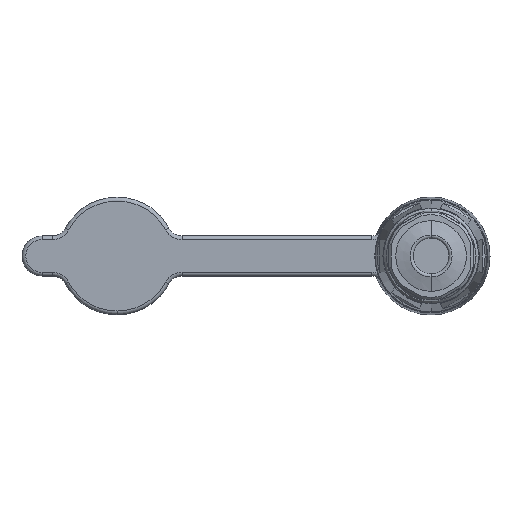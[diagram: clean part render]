
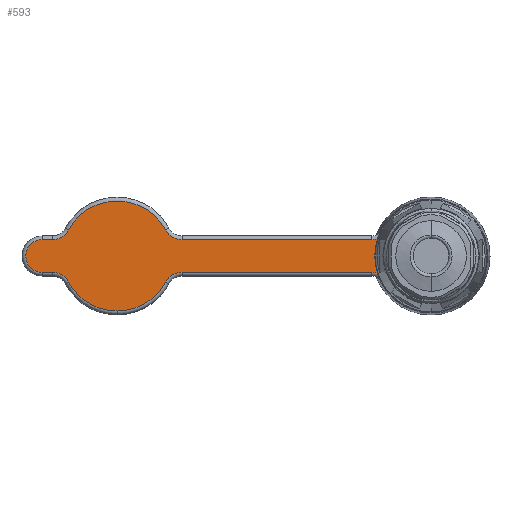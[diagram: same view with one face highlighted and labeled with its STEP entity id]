
A CAD part, left-side view. The second image highlights one B-rep face of the part: STEP entity #593.
In plain terms, the highlighted face is planar.
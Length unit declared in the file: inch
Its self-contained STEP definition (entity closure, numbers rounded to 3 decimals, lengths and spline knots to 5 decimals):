
#11 = VERTEX_POINT ( 'NONE', #1145 ) ;
#30 = ORIENTED_EDGE ( 'NONE', *, *, #1233, .T. ) ;
#34 = CARTESIAN_POINT ( 'NONE',  ( 5.96324, -0.06398, -0.55118 ) ) ;
#71 = CARTESIAN_POINT ( 'NONE',  ( 0.93021, -0.06398, -0.47244 ) ) ;
#79 = VERTEX_POINT ( 'NONE', #2448 ) ;
#91 = AXIS2_PLACEMENT_3D ( 'NONE', #3407, #837, #3843 ) ;
#129 = AXIS2_PLACEMENT_3D ( 'NONE', #71, #3060, #506 ) ;
#144 = AXIS2_PLACEMENT_3D ( 'NONE', #3497, #939, #3943 ) ;
#175 = DIRECTION ( 'NONE',  ( 0., 0., 1. ) ) ;
#182 = ORIENTED_EDGE ( 'NONE', *, *, #2205, .T. ) ;
#225 = DIRECTION ( 'NONE',  ( 0., -1., 0. ) ) ;
#353 = CARTESIAN_POINT ( 'NONE',  ( 3.91865, -0.06398, -0.25591 ) ) ;
#453 = CARTESIAN_POINT ( 'NONE',  ( 0.84219, -0.06398, -0.2746 ) ) ;
#473 = DIRECTION ( 'NONE',  ( 0., 0., 1. ) ) ;
#506 = DIRECTION ( 'NONE',  ( 0., 0., 1. ) ) ;
#517 = CARTESIAN_POINT ( 'NONE',  ( 4.17855, -0.06398, 0.41105 ) ) ;
#572 = DIRECTION ( 'NONE',  ( 0., -1., 0. ) ) ;
#573 = ORIENTED_EDGE ( 'NONE', *, *, #2019, .T. ) ;
#588 = CIRCLE ( 'NONE', #144, 0.29528 ) ;
#593 = ADVANCED_FACE ( 'NONE', ( #1209 ), #3693, .F. ) ;
#651 = VERTEX_POINT ( 'NONE', #5211 ) ;
#666 = VERTEX_POINT ( 'NONE', #453 ) ;
#675 = EDGE_CURVE ( 'NONE', #79, #651, #1084, .T. ) ;
#710 = EDGE_CURVE ( 'NONE', #666, #1563, #1550, .T. ) ;
#837 = DIRECTION ( 'NONE',  ( 0., -1., 0. ) ) ;
#939 = DIRECTION ( 'NONE',  ( 0., 1., 0. ) ) ;
#946 = AXIS2_PLACEMENT_3D ( 'NONE', #2773, #225, #3218 ) ;
#968 = AXIS2_PLACEMENT_3D ( 'NONE', #1826, #4863, #2244 ) ;
#984 = CARTESIAN_POINT ( 'NONE',  ( 3.91865, -0.06398, 0.25591 ) ) ;
#991 = CARTESIAN_POINT ( 'NONE',  ( 4.17855, -0.06398, -0.41105 ) ) ;
#1084 = CIRCLE ( 'NONE', #3097, 0.29528 ) ;
#1098 = ORIENTED_EDGE ( 'NONE', *, *, #4393, .T. ) ;
#1122 = DIRECTION ( 'NONE',  ( 0., 1., 0. ) ) ;
#1133 = CIRCLE ( 'NONE', #2629, 0.21654 ) ;
#1145 = CARTESIAN_POINT ( 'NONE',  ( 4.94094, -0.06398, 0.86614 ) ) ;
#1150 = VERTEX_POINT ( 'NONE', #3315 ) ;
#1209 = FACE_OUTER_BOUND ( 'NONE', #5028, .T. ) ;
#1233 = EDGE_CURVE ( 'NONE', #11, #3339, #2796, .T. ) ;
#1245 = CARTESIAN_POINT ( 'NONE',  ( 0., -0.06398, 0.25591 ) ) ;
#1281 = AXIS2_PLACEMENT_3D ( 'NONE', #5359, #2732, #175 ) ;
#1290 = VERTEX_POINT ( 'NONE', #3513 ) ;
#1550 = CIRCLE ( 'NONE', #129, 0.21654 ) ;
#1563 = VERTEX_POINT ( 'NONE', #2119 ) ;
#1595 = CARTESIAN_POINT ( 'NONE',  ( 0., -0.06398, 0. ) ) ;
#1607 = CIRCLE ( 'NONE', #968, 0.29528 ) ;
#1635 = ORIENTED_EDGE ( 'NONE', *, *, #3322, .T. ) ;
#1639 = DIRECTION ( 'NONE',  ( -1., 0., 0. ) ) ;
#1663 = CIRCLE ( 'NONE', #4118, 0.88583 ) ;
#1682 = DIRECTION ( 'NONE',  ( -1., 0., 0. ) ) ;
#1762 = ORIENTED_EDGE ( 'NONE', *, *, #4155, .T. ) ;
#1826 = CARTESIAN_POINT ( 'NONE',  ( 3.91865, -0.06398, 0.55118 ) ) ;
#1956 = AXIS2_PLACEMENT_3D ( 'NONE', #3670, #1122, #4135 ) ;
#1991 = VECTOR ( 'NONE', #4823, 39.37008 ) ;
#2011 = DIRECTION ( 'NONE',  ( 0., 0., 1. ) ) ;
#2019 = EDGE_CURVE ( 'NONE', #1290, #5273, #1133, .T. ) ;
#2093 = DIRECTION ( 'NONE',  ( 0., 1., 0. ) ) ;
#2119 = CARTESIAN_POINT ( 'NONE',  ( 0.93021, -0.06398, -0.25591 ) ) ;
#2126 = CARTESIAN_POINT ( 'NONE',  ( 4.94094, -0.06398, 0. ) ) ;
#2192 = CIRCLE ( 'NONE', #946, 0.25591 ) ;
#2205 = EDGE_CURVE ( 'NONE', #3951, #1290, #2665, .T. ) ;
#2244 = DIRECTION ( 'NONE',  ( 0., 0., 1. ) ) ;
#2262 = CIRCLE ( 'NONE', #1281, 0.29528 ) ;
#2327 = EDGE_CURVE ( 'NONE', #3064, #4255, #2262, .T. ) ;
#2448 = CARTESIAN_POINT ( 'NONE',  ( 5.70334, -0.06398, -0.41105 ) ) ;
#2458 = CARTESIAN_POINT ( 'NONE',  ( 6.12205, -0.06398, 0.25591 ) ) ;
#2508 = ORIENTED_EDGE ( 'NONE', *, *, #675, .T. ) ;
#2513 = VECTOR ( 'NONE', #1639, 39.37008 ) ;
#2541 = DIRECTION ( 'NONE',  ( 0., 0., 1. ) ) ;
#2568 = DIRECTION ( 'NONE',  ( 1., 0., 0. ) ) ;
#2629 = AXIS2_PLACEMENT_3D ( 'NONE', #4688, #2093, #5148 ) ;
#2665 = LINE ( 'NONE', #1245, #4716 ) ;
#2717 = AXIS2_PLACEMENT_3D ( 'NONE', #3126, #572, #3572 ) ;
#2732 = DIRECTION ( 'NONE',  ( 0., 1., 0. ) ) ;
#2773 = CARTESIAN_POINT ( 'NONE',  ( 6.12205, -0.06398, 0. ) ) ;
#2796 = CIRCLE ( 'NONE', #91, 0.86614 ) ;
#2911 = EDGE_CURVE ( 'NONE', #3339, #3951, #1607, .T. ) ;
#3022 = DIRECTION ( 'NONE',  ( 0., 1., 0. ) ) ;
#3060 = DIRECTION ( 'NONE',  ( 0., 1., 0. ) ) ;
#3064 = VERTEX_POINT ( 'NONE', #4514 ) ;
#3074 = CARTESIAN_POINT ( 'NONE',  ( 6.12205, -0.06398, -0.25591 ) ) ;
#3097 = AXIS2_PLACEMENT_3D ( 'NONE', #34, #3022, #473 ) ;
#3126 = CARTESIAN_POINT ( 'NONE',  ( 4.94094, -0.06398, 0. ) ) ;
#3218 = DIRECTION ( 'NONE',  ( 0., 0., 1. ) ) ;
#3250 = EDGE_CURVE ( 'NONE', #5432, #3064, #3681, .T. ) ;
#3315 = CARTESIAN_POINT ( 'NONE',  ( 6.12205, -0.06398, -0.25591 ) ) ;
#3321 = ORIENTED_EDGE ( 'NONE', *, *, #2327, .T. ) ;
#3322 = EDGE_CURVE ( 'NONE', #651, #1150, #5201, .T. ) ;
#3339 = VERTEX_POINT ( 'NONE', #517 ) ;
#3343 = CARTESIAN_POINT ( 'NONE',  ( 0., -0.06398, 0.25591 ) ) ;
#3375 = CARTESIAN_POINT ( 'NONE',  ( 5.70334, -0.06398, 0.41105 ) ) ;
#3407 = CARTESIAN_POINT ( 'NONE',  ( 4.94094, -0.06398, 0. ) ) ;
#3419 = AXIS2_PLACEMENT_3D ( 'NONE', #2126, #5178, #2541 ) ;
#3497 = CARTESIAN_POINT ( 'NONE',  ( 3.91865, -0.06398, -0.55118 ) ) ;
#3513 = CARTESIAN_POINT ( 'NONE',  ( 0.93021, -0.06398, 0.25591 ) ) ;
#3572 = DIRECTION ( 'NONE',  ( 0., 0., 1. ) ) ;
#3670 = CARTESIAN_POINT ( 'NONE',  ( 0., -0.06398, 0. ) ) ;
#3681 = LINE ( 'NONE', #3343, #2513 ) ;
#3693 = PLANE ( 'NONE',  #1956 ) ;
#3735 = VECTOR ( 'NONE', #2568, 39.37008 ) ;
#3843 = DIRECTION ( 'NONE',  ( 0., 0., 1. ) ) ;
#3943 = DIRECTION ( 'NONE',  ( 0., 0., 1. ) ) ;
#3951 = VERTEX_POINT ( 'NONE', #984 ) ;
#4041 = EDGE_CURVE ( 'NONE', #1150, #5432, #2192, .T. ) ;
#4118 = AXIS2_PLACEMENT_3D ( 'NONE', #1595, #4610, #2011 ) ;
#4135 = DIRECTION ( 'NONE',  ( 0., 0., 1. ) ) ;
#4155 = EDGE_CURVE ( 'NONE', #5273, #666, #1663, .T. ) ;
#4198 = ORIENTED_EDGE ( 'NONE', *, *, #3250, .T. ) ;
#4216 = VERTEX_POINT ( 'NONE', #353 ) ;
#4255 = VERTEX_POINT ( 'NONE', #3375 ) ;
#4276 = EDGE_CURVE ( 'NONE', #4255, #11, #5329, .T. ) ;
#4338 = ORIENTED_EDGE ( 'NONE', *, *, #4495, .T. ) ;
#4369 = CIRCLE ( 'NONE', #2717, 0.86614 ) ;
#4393 = EDGE_CURVE ( 'NONE', #4216, #4491, #588, .T. ) ;
#4491 = VERTEX_POINT ( 'NONE', #991 ) ;
#4495 = EDGE_CURVE ( 'NONE', #4491, #79, #4369, .T. ) ;
#4512 = ORIENTED_EDGE ( 'NONE', *, *, #5552, .T. ) ;
#4514 = CARTESIAN_POINT ( 'NONE',  ( 5.96324, -0.06398, 0.25591 ) ) ;
#4610 = DIRECTION ( 'NONE',  ( 0., 1., 0. ) ) ;
#4626 = ORIENTED_EDGE ( 'NONE', *, *, #710, .T. ) ;
#4688 = CARTESIAN_POINT ( 'NONE',  ( 0.93021, -0.06398, 0.47244 ) ) ;
#4716 = VECTOR ( 'NONE', #1682, 39.37008 ) ;
#4823 = DIRECTION ( 'NONE',  ( 1., 0., 0. ) ) ;
#4863 = DIRECTION ( 'NONE',  ( 0., 1., 0. ) ) ;
#4902 = ORIENTED_EDGE ( 'NONE', *, *, #2911, .T. ) ;
#4911 = LINE ( 'NONE', #5215, #3735 ) ;
#4942 = ORIENTED_EDGE ( 'NONE', *, *, #4041, .T. ) ;
#4982 = CARTESIAN_POINT ( 'NONE',  ( 0.84219, -0.06398, 0.2746 ) ) ;
#5028 = EDGE_LOOP ( 'NONE', ( #182, #573, #1762, #4626, #4512, #1098, #4338, #2508, #1635, #4942, #4198, #3321, #5423, #30, #4902 ) ) ;
#5148 = DIRECTION ( 'NONE',  ( 0., 0., 1. ) ) ;
#5178 = DIRECTION ( 'NONE',  ( 0., -1., 0. ) ) ;
#5201 = LINE ( 'NONE', #3074, #1991 ) ;
#5211 = CARTESIAN_POINT ( 'NONE',  ( 5.96324, -0.06398, -0.25591 ) ) ;
#5215 = CARTESIAN_POINT ( 'NONE',  ( 3.91865, -0.06398, -0.25591 ) ) ;
#5273 = VERTEX_POINT ( 'NONE', #4982 ) ;
#5329 = CIRCLE ( 'NONE', #3419, 0.86614 ) ;
#5359 = CARTESIAN_POINT ( 'NONE',  ( 5.96324, -0.06398, 0.55118 ) ) ;
#5423 = ORIENTED_EDGE ( 'NONE', *, *, #4276, .T. ) ;
#5432 = VERTEX_POINT ( 'NONE', #2458 ) ;
#5552 = EDGE_CURVE ( 'NONE', #1563, #4216, #4911, .T. ) ;
